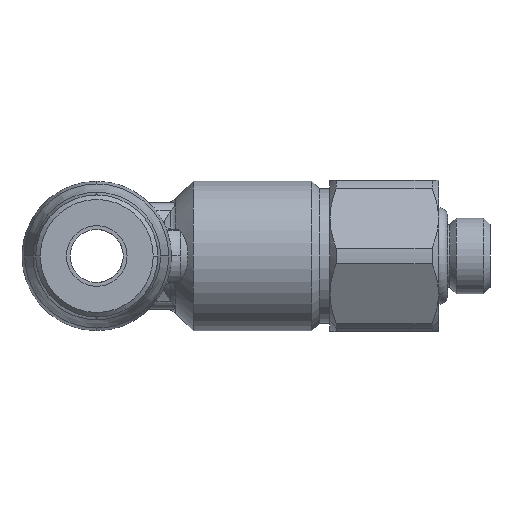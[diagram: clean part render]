
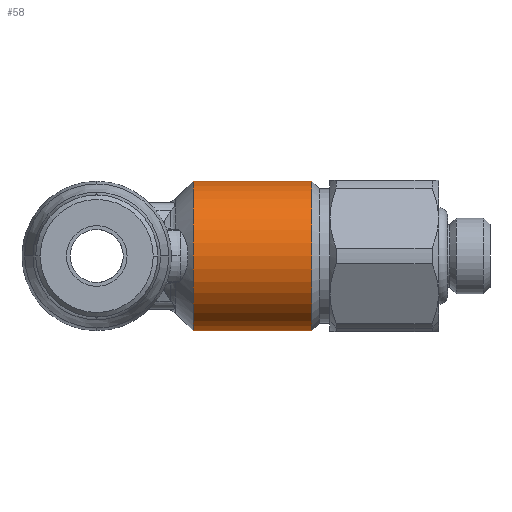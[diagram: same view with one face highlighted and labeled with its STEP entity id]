
A CAD part, left-side view. The second image highlights one B-rep face of the part: STEP entity #58.
In plain terms, the highlighted cylindrical face has radius 4.935 mm (diameter 9.87 mm), a partial arc.
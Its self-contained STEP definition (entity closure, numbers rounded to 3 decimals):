
#58=ADVANCED_FACE('',(#284),#285,.T.);
#284=FACE_OUTER_BOUND('',#724,.T.);
#285=CYLINDRICAL_SURFACE('',#725,4.935);
#724=EDGE_LOOP('',(#1260,#1261,#1262,#1263));
#725=AXIS2_PLACEMENT_3D('',#1264,#1265,#1266);
#1260=ORIENTED_EDGE('',*,*,#2978,.F.);
#1261=ORIENTED_EDGE('',*,*,#2979,.T.);
#1262=ORIENTED_EDGE('',*,*,#2980,.F.);
#1263=ORIENTED_EDGE('',*,*,#2981,.T.);
#1264=CARTESIAN_POINT('',(0.,-9.538,0.));
#1265=DIRECTION('',(0.,-1.0,0.));
#1266=DIRECTION('',(0.,0.,1.0));
#2978=EDGE_CURVE('',#3612,#3613,#3614,.T.);
#2979=EDGE_CURVE('',#3612,#3615,#3616,.T.);
#2980=EDGE_CURVE('',#3617,#3615,#3618,.T.);
#2981=EDGE_CURVE('',#3617,#3613,#3619,.T.);
#3612=VERTEX_POINT('',#4774);
#3613=VERTEX_POINT('',#4775);
#3614=LINE('',#4776,#4777);
#3615=VERTEX_POINT('',#4778);
#3616=CIRCLE('',#4779,4.935);
#3617=VERTEX_POINT('',#4780);
#3618=LINE('',#4781,#4782);
#3619=CIRCLE('',#4783,4.935);
#4774=CARTESIAN_POINT('',(0.,-6.36,4.935));
#4775=CARTESIAN_POINT('',(0.,-14.2,4.935));
#4776=CARTESIAN_POINT('',(0.,-9.538,4.935));
#4777=VECTOR('',#6873,1.0);
#4778=CARTESIAN_POINT('',(0.,-6.36,-4.935));
#4779=AXIS2_PLACEMENT_3D('',#6874,#6875,#6876);
#4780=CARTESIAN_POINT('',(0.,-14.2,-4.935));
#4781=CARTESIAN_POINT('',(0.,-9.538,-4.935));
#4782=VECTOR('',#6877,1.0);
#4783=AXIS2_PLACEMENT_3D('',#6878,#6879,#6880);
#6873=DIRECTION('',(0.,-1.0,0.));
#6874=CARTESIAN_POINT('',(0.,-6.36,0.));
#6875=DIRECTION('',(0.,-1.0,0.));
#6876=DIRECTION('',(0.,0.,1.0));
#6877=DIRECTION('',(0.,1.0,0.));
#6878=CARTESIAN_POINT('',(0.,-14.2,0.));
#6879=DIRECTION('',(0.,1.0,0.));
#6880=DIRECTION('',(0.,0.,-1.0));
